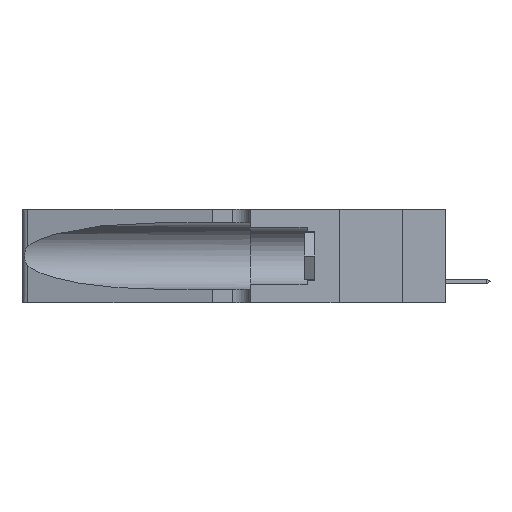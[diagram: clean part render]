
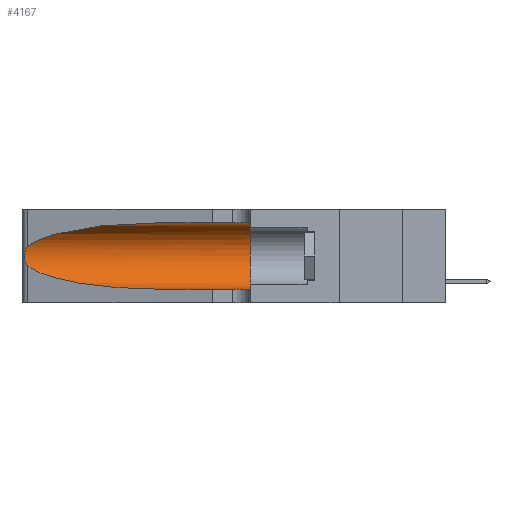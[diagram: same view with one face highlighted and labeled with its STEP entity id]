
A CAD part, left-side view. The second image highlights one B-rep face of the part: STEP entity #4167.
In plain terms, the highlighted cylindrical face has radius 3.308 mm (diameter 6.617 mm), a partial arc.
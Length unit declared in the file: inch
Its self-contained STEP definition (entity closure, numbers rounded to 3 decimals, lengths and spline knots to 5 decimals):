
#553 = CARTESIAN_POINT ( 'NONE',  ( 0.26018, 1.23835, 0.19895 ) ) ;
#758 = DIRECTION ( 'NONE',  ( 0., 1., 0. ) ) ;
#2674 = CARTESIAN_POINT ( 'NONE',  ( 0.26017, 1.23833, 0.17102 ) ) ;
#2754 = ORIENTED_EDGE ( 'NONE', *, *, #21348, .T. ) ;
#2894 = VERTEX_POINT ( 'NONE', #25827 ) ;
#2896 = CARTESIAN_POINT ( 'NONE',  ( 0.25487, 1.22718, 0.22369 ) ) ;
#3111 = CARTESIAN_POINT ( 'NONE',  ( 0.25856, 1.23593, 0.16098 ) ) ;
#3587 = LINE ( 'NONE', #7311, #30686 ) ;
#3952 = DIRECTION ( 'NONE',  ( 0., 0., -1. ) ) ;
#4167 = ADVANCED_FACE ( 'NONE', ( #13180 ), #22030, .F. ) ;
#4386 = VERTEX_POINT ( 'NONE', #9568 ) ;
#4411 = B_SPLINE_CURVE_WITH_KNOTS ( 'NONE', 3,
 ( #18624, #10722, #31134, #5628, #16047, #553, #5741, #23464, #2674, #3111, #15720, #8131, #15616, #28749 ),
 .UNSPECIFIED., .F., .F.,
 ( 4, 2, 2, 2, 2, 2, 4 ),
 ( 0., 0.00027, 0.00053, 0.00107, 0.0016, 0.00187, 0.00214 ),
 .UNSPECIFIED. ) ;
#5044 = EDGE_CURVE ( 'NONE', #26585, #24144, #32784, .T. ) ;
#5078 = CARTESIAN_POINT ( 'NONE',  ( 0.1305, 0.72297, 0.05475 ) ) ;
#5628 = CARTESIAN_POINT ( 'NONE',  ( 0.25787, 1.23484, 0.2124 ) ) ;
#5741 = CARTESIAN_POINT ( 'NONE',  ( 0.26075, 1.23896, 0.19203 ) ) ;
#6472 = CARTESIAN_POINT ( 'NONE',  ( 0.1305, 0.72297, 0.31525 ) ) ;
#6640 = ORIENTED_EDGE ( 'NONE', *, *, #25438, .T. ) ;
#7311 = CARTESIAN_POINT ( 'NONE',  ( 0.1305, 1.61858, 0.31525 ) ) ;
#7765 = ORIENTED_EDGE ( 'NONE', *, *, #30182, .F. ) ;
#8104 = CARTESIAN_POINT ( 'NONE',  ( 0.1305, 0.72297, 0.05475 ) ) ;
#8131 = CARTESIAN_POINT ( 'NONE',  ( 0.25639, 1.23186, 0.15144 ) ) ;
#8250 = DIRECTION ( 'NONE',  ( 0., -1., 0. ) ) ;
#9568 = CARTESIAN_POINT ( 'NONE',  ( 0.25487, 1.22718, 0.22369 ) ) ;
#10314 = EDGE_CURVE ( 'NONE', #24144, #24261, #26771, .T. ) ;
#10722 = CARTESIAN_POINT ( 'NONE',  ( 0.25555, 1.22994, 0.2215 ) ) ;
#11209 = EDGE_CURVE ( 'NONE', #11431, #24261, #26710, .T. ) ;
#11431 = VERTEX_POINT ( 'NONE', #14635 ) ;
#12390 = CARTESIAN_POINT ( 'NONE',  ( 0.2373, 1.15595, 0.28018 ) ) ;
#12773 = CARTESIAN_POINT ( 'NONE',  ( 0.25487, 1.22718, 0.14631 ) ) ;
#12993 = CARTESIAN_POINT ( 'NONE',  ( 0.2373, 1.15595, 0.08982 ) ) ;
#13180 = FACE_OUTER_BOUND ( 'NONE', #23511, .T. ) ;
#14422 = CARTESIAN_POINT ( 'NONE',  ( 0.1305, 1.61858, 0.185 ) ) ;
#14635 = CARTESIAN_POINT ( 'NONE',  ( 0.1305, 0.35, 0.31525 ) ) ;
#15616 = CARTESIAN_POINT ( 'NONE',  ( 0.25555, 1.22993, 0.14849 ) ) ;
#15720 = CARTESIAN_POINT ( 'NONE',  ( 0.25789, 1.23486, 0.15765 ) ) ;
#16047 = CARTESIAN_POINT ( 'NONE',  ( 0.25854, 1.2359, 0.20912 ) ) ;
#18356 = CARTESIAN_POINT ( 'NONE',  ( 0.1305, 0.35, 0.05475 ) ) ;
#18624 = CARTESIAN_POINT ( 'NONE',  ( 0.25487, 1.22718, 0.22369 ) ) ;
#18935 = CARTESIAN_POINT ( 'NONE',  ( 0.1305, 0.35, 0.185 ) ) ;
#20539 = CARTESIAN_POINT ( 'NONE',  ( 0.18966, 0.96281, 0.05475 ) ) ;
#21348 = EDGE_CURVE ( 'NONE', #2894, #4386, #22408, .T. ) ;
#21415 = CARTESIAN_POINT ( 'NONE',  ( 0.1305, 1.61858, 0.05475 ) ) ;
#21628 = AXIS2_PLACEMENT_3D ( 'NONE', #14422, #27796, #3952 ) ;
#22030 = CYLINDRICAL_SURFACE ( 'NONE', #21628, 0.13025 ) ;
#22408 =( BOUNDED_CURVE ( )  B_SPLINE_CURVE ( 3, ( #6472, #27794, #12390, #2896 ),
 .UNSPECIFIED., .F., .F. ) 
 B_SPLINE_CURVE_WITH_KNOTS ( ( 4, 4 ),
 ( 1.5708, 2.84003 ),
 .UNSPECIFIED. ) 
 CURVE ( )  GEOMETRIC_REPRESENTATION_ITEM ( )  RATIONAL_B_SPLINE_CURVE ( ( 1., 0.87, 0.87, 1. ) ) 
 REPRESENTATION_ITEM ( '' )  );
#22419 = DIRECTION ( 'NONE',  ( 0., -1., 0. ) ) ;
#23170 = VECTOR ( 'NONE', #8250, 39.37008 ) ;
#23464 = CARTESIAN_POINT ( 'NONE',  ( 0.26075, 1.23896, 0.178 ) ) ;
#23511 = EDGE_LOOP ( 'NONE', ( #2754, #6640, #32523, #25247, #27097, #7765 ) ) ;
#24144 = VERTEX_POINT ( 'NONE', #8104 ) ;
#24261 = VERTEX_POINT ( 'NONE', #18356 ) ;
#25247 = ORIENTED_EDGE ( 'NONE', *, *, #10314, .T. ) ;
#25438 = EDGE_CURVE ( 'NONE', #4386, #26585, #4411, .T. ) ;
#25827 = CARTESIAN_POINT ( 'NONE',  ( 0.1305, 0.72297, 0.31525 ) ) ;
#26488 = CARTESIAN_POINT ( 'NONE',  ( 0.25487, 1.22718, 0.14631 ) ) ;
#26585 = VERTEX_POINT ( 'NONE', #26488 ) ;
#26710 = CIRCLE ( 'NONE', #27837, 0.13025 ) ;
#26771 = LINE ( 'NONE', #21415, #23170 ) ;
#26798 = DIRECTION ( 'NONE',  ( 0., 0., 1. ) ) ;
#27097 = ORIENTED_EDGE ( 'NONE', *, *, #11209, .F. ) ;
#27794 = CARTESIAN_POINT ( 'NONE',  ( 0.18966, 0.96281, 0.31525 ) ) ;
#27796 = DIRECTION ( 'NONE',  ( 0., -1., 0. ) ) ;
#27837 = AXIS2_PLACEMENT_3D ( 'NONE', #18935, #758, #26798 ) ;
#28749 = CARTESIAN_POINT ( 'NONE',  ( 0.25487, 1.22718, 0.14631 ) ) ;
#30182 = EDGE_CURVE ( 'NONE', #2894, #11431, #3587, .T. ) ;
#30686 = VECTOR ( 'NONE', #22419, 39.37008 ) ;
#31134 = CARTESIAN_POINT ( 'NONE',  ( 0.25639, 1.23184, 0.21858 ) ) ;
#32523 = ORIENTED_EDGE ( 'NONE', *, *, #5044, .T. ) ;
#32784 =( BOUNDED_CURVE ( )  B_SPLINE_CURVE ( 3, ( #12773, #12993, #20539, #5078 ),
 .UNSPECIFIED., .F., .T. ) 
 B_SPLINE_CURVE_WITH_KNOTS ( ( 4, 4 ),
 ( 3.44316, 4.71239 ),
 .UNSPECIFIED. ) 
 CURVE ( )  GEOMETRIC_REPRESENTATION_ITEM ( )  RATIONAL_B_SPLINE_CURVE ( ( 1., 0.87, 0.87, 1. ) ) 
 REPRESENTATION_ITEM ( '' )  );
